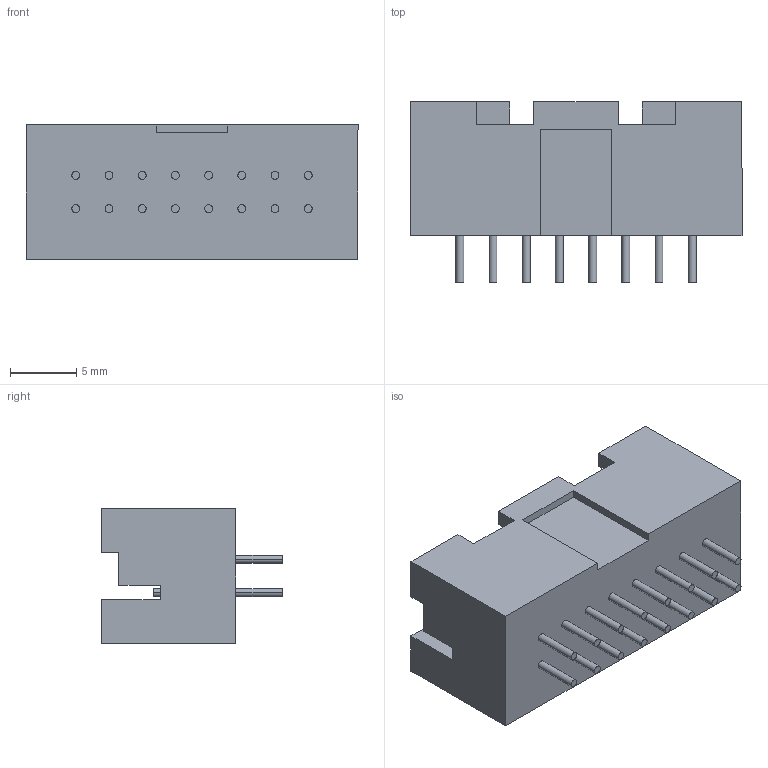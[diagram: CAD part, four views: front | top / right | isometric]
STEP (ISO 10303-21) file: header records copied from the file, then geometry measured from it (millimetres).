
FILE_DESCRIPTION (( 'STEP AP214' ), '1' );
FILE_NAME ('JST_XAD_B16B-XADSS-N_2x08_P2.50mm_Vertical.ste[.STEP', '2020-06-06T17:16:58', ( '' ), ( '' ), 'SwSTEP 2.0', 'SolidWorks 2018', '' );
FILE_SCHEMA (( 'AUTOMOTIVE_DESIGN' ));
Length unit declared in the file: inch
Products named in the file (1): JST_XAD_B16B-XADSS-N_2x08_P2.50mm_Vertical.ste[
Bounding box: 25 x 13.6 x 10.1 mm (x, y, z)
Volume: 1157.9 mm3; surface area: 1964.2 mm2
Topology: 1 solids, 1 shells, 222 faces, 516 edges, 344 vertices
Faces by surface type: plane 158, cylinder 64
Entity records: 7604 total; most frequent: DIRECTION 1090, CARTESIAN_POINT 1083, ORIENTED_EDGE 1032, EDGE_CURVE 516, LINE 388, VECTOR 388, AXIS2_PLACEMENT_3D 351, VERTEX_POINT 344
